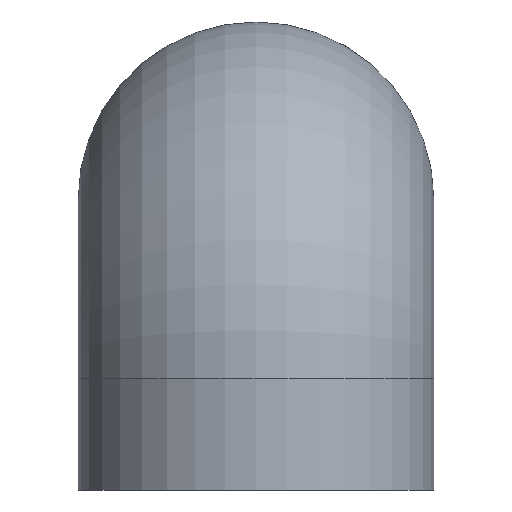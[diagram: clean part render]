
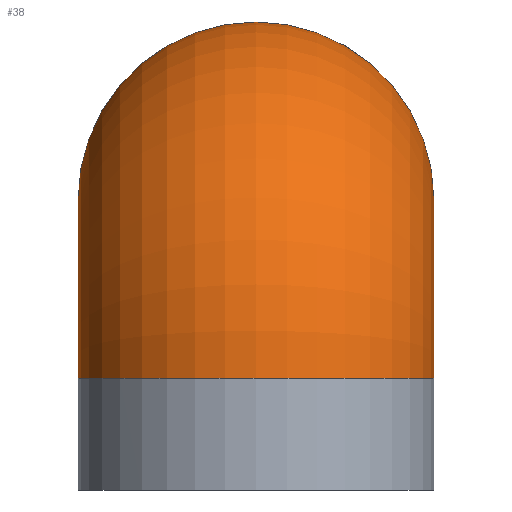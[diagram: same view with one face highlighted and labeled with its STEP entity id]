
A CAD part, left-side view. The second image highlights one B-rep face of the part: STEP entity #38.
In plain terms, the highlighted toroidal (fillet/blend) face has major radius 32.51 mm and minor radius 32.5 mm.
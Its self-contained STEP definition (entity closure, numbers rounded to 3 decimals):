
#38 = ADVANCED_FACE( '', ( #81, #82 ), #83, .T. );
#81 = FACE_OUTER_BOUND( '', #134, .T. );
#82 = FACE_OUTER_BOUND( '', #135, .T. );
#83 = TOROIDAL_SURFACE( '', #136, 32.51, 32.5 );
#134 = EDGE_LOOP( '', ( #184 ) );
#135 = EDGE_LOOP( '', ( #185, #186 ) );
#136 = AXIS2_PLACEMENT_3D( '', #187, #188, #189 );
#184 = ORIENTED_EDGE( '', *, *, #255, .T. );
#185 = ORIENTED_EDGE( '', *, *, #256, .F. );
#186 = ORIENTED_EDGE( '', *, *, #257, .F. );
#187 = CARTESIAN_POINT( '', ( 32.51, 0., -4.55 ) );
#188 = DIRECTION( '', ( 0., 1., 0. ) );
#189 = DIRECTION( '', ( 0., 0., 1. ) );
#255 = EDGE_CURVE( '', #283, #283, #284, .T. );
#256 = EDGE_CURVE( '', #279, #278, #285, .T. );
#257 = EDGE_CURVE( '', #278, #279, #286, .T. );
#278 = VERTEX_POINT( '', #314 );
#279 = VERTEX_POINT( '', #315 );
#283 = VERTEX_POINT( '', #319 );
#284 = CIRCLE( '', #320, 32.5 );
#285 = CIRCLE( '', #321, 32.5 );
#286 = CIRCLE( '', #322, 32.5 );
#314 = CARTESIAN_POINT( '', ( 32.51, -32.5, 27.98 ) );
#315 = CARTESIAN_POINT( '', ( 32.51, 32.5, 27.98 ) );
#319 = CARTESIAN_POINT( '', ( 32.5, 0., -4.55 ) );
#320 = AXIS2_PLACEMENT_3D( '', #554, #555, #556 );
#321 = AXIS2_PLACEMENT_3D( '', #557, #558, #559 );
#322 = AXIS2_PLACEMENT_3D( '', #560, #561, #562 );
#554 = CARTESIAN_POINT( '', ( 0., 0., -4.55 ) );
#555 = DIRECTION( '', ( 0., 0., 1. ) );
#556 = DIRECTION( '', ( 1., 0., 0. ) );
#557 = CARTESIAN_POINT( '', ( 32.51, 0., 27.96 ) );
#558 = DIRECTION( '', ( 1., 0., 0. ) );
#559 = DIRECTION( '', ( 0., 0., -1. ) );
#560 = CARTESIAN_POINT( '', ( 32.51, 0., 27.96 ) );
#561 = DIRECTION( '', ( 1., 0., 0. ) );
#562 = DIRECTION( '', ( 0., 0., -1. ) );
